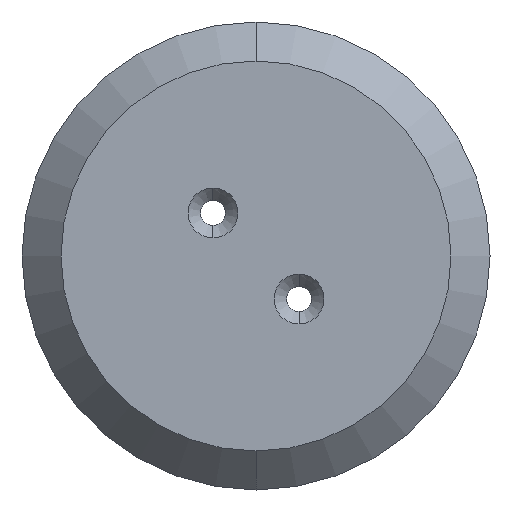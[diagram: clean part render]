
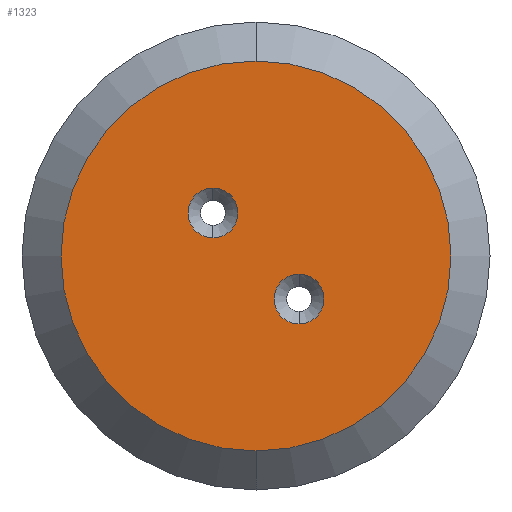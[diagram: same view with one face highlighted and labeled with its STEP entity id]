
A CAD part, front view. The second image highlights one B-rep face of the part: STEP entity #1323.
In plain terms, the highlighted planar face has unit normal (0, -1, 0).
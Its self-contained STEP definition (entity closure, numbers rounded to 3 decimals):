
#4 = CARTESIAN_POINT ( 'NONE',  ( 5.515, -13., -2.315 ) ) ;
#19 = DIRECTION ( 'NONE',  ( 0., 1., 0. ) ) ;
#38 = VERTEX_POINT ( 'NONE', #1308 ) ;
#41 = PLANE ( 'NONE',  #889 ) ;
#59 = ORIENTED_EDGE ( 'NONE', *, *, #602, .T. ) ;
#60 = AXIS2_PLACEMENT_3D ( 'NONE', #790, #445, #1502 ) ;
#67 = DIRECTION ( 'NONE',  ( 0., 0., -1. ) ) ;
#77 = CIRCLE ( 'NONE', #253, 25. ) ;
#110 = EDGE_CURVE ( 'NONE', #117, #1254, #830, .T. ) ;
#117 = VERTEX_POINT ( 'NONE', #128 ) ;
#120 = EDGE_CURVE ( 'NONE', #38, #1499, #1208, .T. ) ;
#128 = CARTESIAN_POINT ( 'NONE',  ( 5.515, -13., -8.715 ) ) ;
#155 = FACE_BOUND ( 'NONE', #359, .T. ) ;
#168 = CARTESIAN_POINT ( 'NONE',  ( 0., -13., 0. ) ) ;
#253 = AXIS2_PLACEMENT_3D ( 'NONE', #168, #638, #1124 ) ;
#336 = EDGE_CURVE ( 'NONE', #1040, #750, #77, .T. ) ;
#343 = ORIENTED_EDGE ( 'NONE', *, *, #336, .T. ) ;
#359 = EDGE_LOOP ( 'NONE', ( #1267, #1021 ) ) ;
#392 = DIRECTION ( 'NONE',  ( 0., 0., -1. ) ) ;
#445 = DIRECTION ( 'NONE',  ( 0., 1., 0. ) ) ;
#494 = CARTESIAN_POINT ( 'NONE',  ( 0., -13., -25. ) ) ;
#602 = EDGE_CURVE ( 'NONE', #750, #1040, #1532, .T. ) ;
#619 = DIRECTION ( 'NONE',  ( 0., 0., -1. ) ) ;
#624 = ORIENTED_EDGE ( 'NONE', *, *, #1451, .T. ) ;
#638 = DIRECTION ( 'NONE',  ( 0., -1., 0. ) ) ;
#684 = CIRCLE ( 'NONE', #60, 3.2 ) ;
#718 = EDGE_CURVE ( 'NONE', #1499, #38, #1185, .T. ) ;
#728 = DIRECTION ( 'NONE',  ( 0., 0., -1. ) ) ;
#741 = CARTESIAN_POINT ( 'NONE',  ( 5.515, -13., -5.515 ) ) ;
#750 = VERTEX_POINT ( 'NONE', #1011 ) ;
#760 = DIRECTION ( 'NONE',  ( 0., 1., 0. ) ) ;
#790 = CARTESIAN_POINT ( 'NONE',  ( 5.515, -13., -5.515 ) ) ;
#830 = CIRCLE ( 'NONE', #1083, 3.2 ) ;
#875 = DIRECTION ( 'NONE',  ( 0., 1., 0. ) ) ;
#889 = AXIS2_PLACEMENT_3D ( 'NONE', #1004, #998, #392 ) ;
#975 = CARTESIAN_POINT ( 'NONE',  ( 0., -13., 0. ) ) ;
#998 = DIRECTION ( 'NONE',  ( 0., -1., 0. ) ) ;
#1004 = CARTESIAN_POINT ( 'NONE',  ( 0., -13., 0. ) ) ;
#1011 = CARTESIAN_POINT ( 'NONE',  ( 0., -13., 25. ) ) ;
#1021 = ORIENTED_EDGE ( 'NONE', *, *, #718, .T. ) ;
#1023 = CARTESIAN_POINT ( 'NONE',  ( -5.515, -13., 5.515 ) ) ;
#1040 = VERTEX_POINT ( 'NONE', #494 ) ;
#1068 = EDGE_LOOP ( 'NONE', ( #1312, #624 ) ) ;
#1083 = AXIS2_PLACEMENT_3D ( 'NONE', #741, #19, #619 ) ;
#1107 = CARTESIAN_POINT ( 'NONE',  ( -5.515, -13., 5.515 ) ) ;
#1117 = FACE_BOUND ( 'NONE', #1068, .T. ) ;
#1124 = DIRECTION ( 'NONE',  ( 0., 0., -1. ) ) ;
#1183 = AXIS2_PLACEMENT_3D ( 'NONE', #1023, #760, #67 ) ;
#1185 = CIRCLE ( 'NONE', #1183, 3.2 ) ;
#1208 = CIRCLE ( 'NONE', #1232, 3.2 ) ;
#1212 = DIRECTION ( 'NONE',  ( 0., 0., -1. ) ) ;
#1232 = AXIS2_PLACEMENT_3D ( 'NONE', #1107, #875, #1212 ) ;
#1242 = FACE_OUTER_BOUND ( 'NONE', #1416, .T. ) ;
#1254 = VERTEX_POINT ( 'NONE', #4 ) ;
#1267 = ORIENTED_EDGE ( 'NONE', *, *, #120, .T. ) ;
#1308 = CARTESIAN_POINT ( 'NONE',  ( -5.515, -13., 2.315 ) ) ;
#1312 = ORIENTED_EDGE ( 'NONE', *, *, #110, .T. ) ;
#1323 = ADVANCED_FACE ( 'NONE', ( #155, #1117, #1242 ), #41, .T. ) ;
#1348 = DIRECTION ( 'NONE',  ( 0., -1., 0. ) ) ;
#1416 = EDGE_LOOP ( 'NONE', ( #59, #343 ) ) ;
#1432 = AXIS2_PLACEMENT_3D ( 'NONE', #975, #1348, #728 ) ;
#1451 = EDGE_CURVE ( 'NONE', #1254, #117, #684, .T. ) ;
#1496 = CARTESIAN_POINT ( 'NONE',  ( -5.515, -13., 8.715 ) ) ;
#1499 = VERTEX_POINT ( 'NONE', #1496 ) ;
#1502 = DIRECTION ( 'NONE',  ( 0., 0., -1. ) ) ;
#1532 = CIRCLE ( 'NONE', #1432, 25. ) ;
